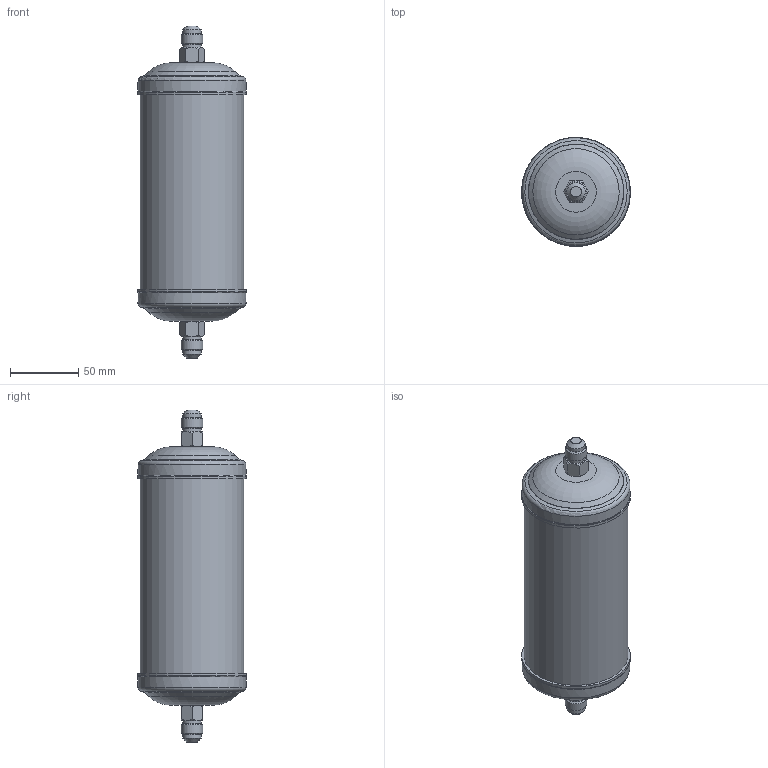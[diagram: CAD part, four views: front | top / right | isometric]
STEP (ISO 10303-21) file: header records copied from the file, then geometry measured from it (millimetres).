
FILE_DESCRIPTION(('TFLEX Exchange Step'),'2;1');
FILE_NAME('023B8028R - DGL 303.stp', '2023-06-13T10:55:49+03:00',('RUCO2978'),('Unknown organisation'),'TFLEX Exchange 2022.1','T-FLEX CAD','Unknown authorisation');
FILE_SCHEMA( ('AP242_MANAGED_MODEL_BASED_3D_ENGINEERING_MIM_LF {1 0 10303 442 1 1 4 }') );
Length unit declared in the file: millimetre
Products named in the file (1): Nodes
Bounding box: 80 x 80 x 244 mm (x, y, z)
Volume: 849649.9 mm3; surface area: 54878.4 mm2
Topology: 1 solids, 1 shells, 78 faces, 196 edges, 130 vertices
Faces by surface type: cone 35, plane 24, cylinder 11, torus 8
Full cylindrical faces by diameter (mm): 13.5 x4, 15.88 x2, 76.2 x1, 79.4 x2, 80 x2
Entity records: 3643 total; most frequent: CARTESIAN_POINT 1708, DIRECTION 414, ORIENTED_EDGE 392, EDGE_CURVE 196, AXIS2_PLACEMENT_3D 190, VERTEX_POINT 130, CIRCLE 110, EDGE_LOOP 88
